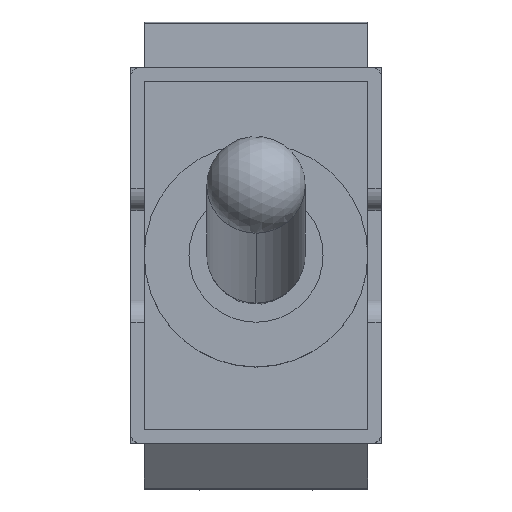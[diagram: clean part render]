
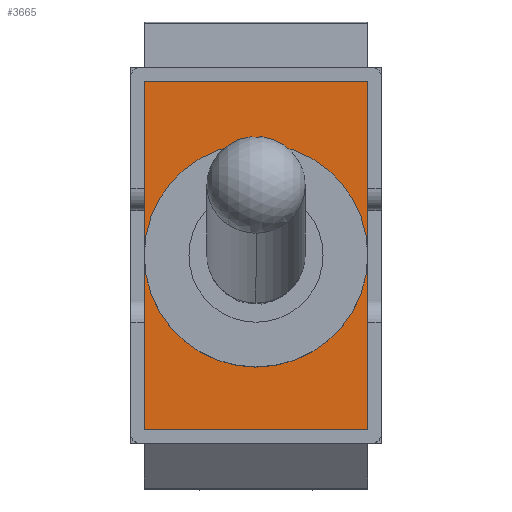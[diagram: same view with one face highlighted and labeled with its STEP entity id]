
A CAD part, top view. The second image highlights one B-rep face of the part: STEP entity #3665.
In plain terms, the highlighted free-form (B-spline) face has degree [1, 1] with [2, 2] control points.
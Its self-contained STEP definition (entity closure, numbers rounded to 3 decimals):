
#3562=CARTESIAN_POINT('',(-2.5,-3.9,7.5));
#3563=VERTEX_POINT('',#3562);
#3570=CARTESIAN_POINT('',(-2.5,3.9,7.5));
#3571=VERTEX_POINT('',#3570);
#3572=CARTESIAN_POINT('',(-2.5,3.9,7.5));
#3573=DIRECTION('',(0.0,-1.0,0.0));
#3574=VECTOR('',#3573,7.8);
#3575=LINE('',#3572,#3574);
#3576=EDGE_CURVE('',#3571,#3563,#3575,.T.);
#3602=CARTESIAN_POINT('',(2.5,3.9,7.5));
#3603=VERTEX_POINT('',#3602);
#3610=CARTESIAN_POINT('',(2.5,-3.9,7.5));
#3611=VERTEX_POINT('',#3610);
#3612=CARTESIAN_POINT('',(2.5,-3.9,7.5));
#3613=DIRECTION('',(0.0,1.0,0.0));
#3614=VECTOR('',#3613,7.8);
#3615=LINE('',#3612,#3614);
#3616=EDGE_CURVE('',#3611,#3603,#3615,.T.);
#3632=CARTESIAN_POINT('',(-2.5,-3.9,7.5));
#3633=DIRECTION('',(1.0,0.0,0.0));
#3634=VECTOR('',#3633,5.0);
#3635=LINE('',#3632,#3634);
#3636=EDGE_CURVE('',#3563,#3611,#3635,.T.);
#3649=CARTESIAN_POINT('',(-2.5,3.9,7.5));
#3650=CARTESIAN_POINT('',(2.5,3.9,7.5));
#3651=CARTESIAN_POINT('',(-2.5,-3.9,7.5));
#3652=CARTESIAN_POINT('',(2.5,-3.9,7.5));
#3653=B_SPLINE_SURFACE_WITH_KNOTS('',1,1,((#3649,#3651),(#3650,#3652)),.UNSPECIFIED.,.F.,.F.,.U.,(2,2),(2,2),(0.0,5.),(0.0,7.8),.UNSPECIFIED.);
#3654=CARTESIAN_POINT('',(-2.5,3.9,7.5));
#3655=DIRECTION('',(1.0,0.0,0.0));
#3656=VECTOR('',#3655,5.0);
#3657=LINE('',#3654,#3656);
#3658=EDGE_CURVE('',#3571,#3603,#3657,.T.);
#3659=ORIENTED_EDGE('',*,*,#3658,.F.);
#3660=ORIENTED_EDGE('',*,*,#3576,.T.);
#3661=ORIENTED_EDGE('',*,*,#3636,.T.);
#3662=ORIENTED_EDGE('',*,*,#3616,.T.);
#3663=EDGE_LOOP('',(#3659,#3660,#3661,#3662));
#3664=FACE_OUTER_BOUND('',#3663,.T.);
#3665=ADVANCED_FACE('',(#3664),#3653,.F.);
